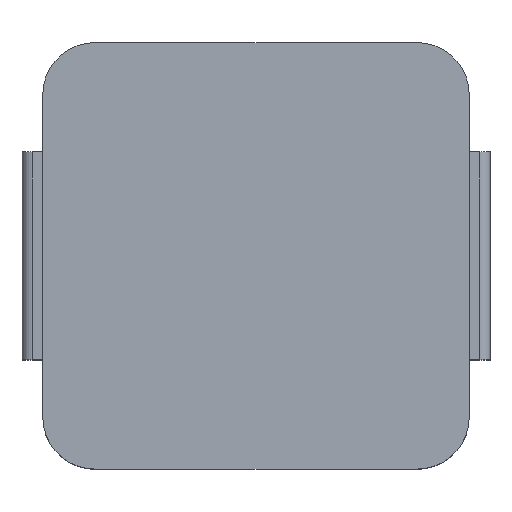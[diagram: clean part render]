
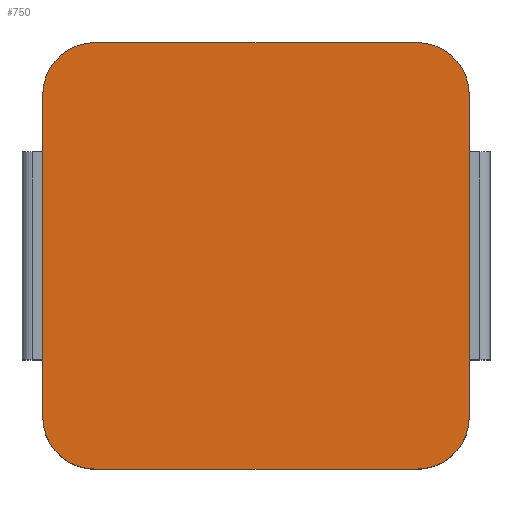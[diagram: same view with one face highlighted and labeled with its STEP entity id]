
A CAD part, top view. The second image highlights one B-rep face of the part: STEP entity #750.
In plain terms, the highlighted planar face has unit normal (0, 0, 1).
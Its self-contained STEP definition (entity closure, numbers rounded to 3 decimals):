
#521=CARTESIAN_POINT('Vertex',(2.05,1.55,2.)) ;
#524=CARTESIAN_POINT('Line Origine',(2.05,0.,2.)) ;
#528=CARTESIAN_POINT('Vertex',(2.05,-1.55,2.)) ;
#679=CARTESIAN_POINT('Vertex',(1.55,-2.05,2.)) ;
#682=CARTESIAN_POINT('Axis2P3D Location',(1.55,-1.55,2.)) ;
#695=CARTESIAN_POINT('Axis2P3D Location',(0.,0.,2.)) ;
#700=CARTESIAN_POINT('Axis2P3D Location',(1.55,1.55,2.)) ;
#704=CARTESIAN_POINT('Vertex',(1.55,2.05,2.)) ;
#707=CARTESIAN_POINT('Line Origine',(0.,2.05,2.)) ;
#711=CARTESIAN_POINT('Vertex',(-1.55,2.05,2.)) ;
#714=CARTESIAN_POINT('Axis2P3D Location',(-1.55,1.55,2.)) ;
#718=CARTESIAN_POINT('Vertex',(-2.05,1.55,2.)) ;
#721=CARTESIAN_POINT('Line Origine',(-2.05,0.,2.)) ;
#725=CARTESIAN_POINT('Vertex',(-2.05,-1.55,2.)) ;
#728=CARTESIAN_POINT('Axis2P3D Location',(-1.55,-1.55,2.)) ;
#732=CARTESIAN_POINT('Vertex',(-1.55,-2.05,2.)) ;
#735=CARTESIAN_POINT('Line Origine',(0.,-2.05,2.)) ;
#526=VECTOR('Line Direction',#525,1.) ;
#709=VECTOR('Line Direction',#708,1.) ;
#723=VECTOR('Line Direction',#722,1.) ;
#737=VECTOR('Line Direction',#736,1.) ;
#525=DIRECTION('Vector Direction',(0.,-1.,0.)) ;
#683=DIRECTION('Axis2P3D Direction',(0.,0.,1.)) ;
#696=DIRECTION('Axis2P3D Direction',(0.,0.,1.)) ;
#697=DIRECTION('Axis2P3D XDirection',(1.,0.,0.)) ;
#701=DIRECTION('Axis2P3D Direction',(0.,0.,1.)) ;
#708=DIRECTION('Vector Direction',(1.,0.,0.)) ;
#715=DIRECTION('Axis2P3D Direction',(0.,0.,1.)) ;
#722=DIRECTION('Vector Direction',(0.,1.,0.)) ;
#729=DIRECTION('Axis2P3D Direction',(0.,0.,1.)) ;
#736=DIRECTION('Vector Direction',(-1.,0.,0.)) ;
#684=AXIS2_PLACEMENT_3D('Circle Axis2P3D',#682,#683,$) ;
#698=AXIS2_PLACEMENT_3D('Plane Axis2P3D',#695,#696,#697) ;
#702=AXIS2_PLACEMENT_3D('Circle Axis2P3D',#700,#701,$) ;
#716=AXIS2_PLACEMENT_3D('Circle Axis2P3D',#714,#715,$) ;
#730=AXIS2_PLACEMENT_3D('Circle Axis2P3D',#728,#729,$) ;
#527=LINE('Line',#524,#526) ;
#710=LINE('Line',#707,#709) ;
#724=LINE('Line',#721,#723) ;
#738=LINE('Line',#735,#737) ;
#685=CIRCLE('generated circle',#684,0.5) ;
#703=CIRCLE('generated circle',#702,0.5) ;
#717=CIRCLE('generated circle',#716,0.5) ;
#731=CIRCLE('generated circle',#730,0.5) ;
#699=PLANE('',#698) ;
#530=EDGE_CURVE('',#529,#522,#527,.F.) ;
#686=EDGE_CURVE('',#680,#529,#685,.T.) ;
#706=EDGE_CURVE('',#522,#705,#703,.T.) ;
#713=EDGE_CURVE('',#705,#712,#710,.F.) ;
#720=EDGE_CURVE('',#712,#719,#717,.T.) ;
#727=EDGE_CURVE('',#719,#726,#724,.F.) ;
#734=EDGE_CURVE('',#726,#733,#731,.T.) ;
#739=EDGE_CURVE('',#733,#680,#738,.F.) ;
#740=EDGE_LOOP('',(#741,#742,#743,#744,#745,#746,#747,#748)) ;
#741=ORIENTED_EDGE('',*,*,#706,.T.) ;
#742=ORIENTED_EDGE('',*,*,#713,.T.) ;
#743=ORIENTED_EDGE('',*,*,#720,.T.) ;
#744=ORIENTED_EDGE('',*,*,#727,.T.) ;
#745=ORIENTED_EDGE('',*,*,#734,.T.) ;
#746=ORIENTED_EDGE('',*,*,#739,.T.) ;
#747=ORIENTED_EDGE('',*,*,#686,.T.) ;
#748=ORIENTED_EDGE('',*,*,#530,.T.) ;
#522=VERTEX_POINT('',#521) ;
#529=VERTEX_POINT('',#528) ;
#680=VERTEX_POINT('',#679) ;
#705=VERTEX_POINT('',#704) ;
#712=VERTEX_POINT('',#711) ;
#719=VERTEX_POINT('',#718) ;
#726=VERTEX_POINT('',#725) ;
#733=VERTEX_POINT('',#732) ;
#750=ADVANCED_FACE('PartBody',(#749),#699,.T.) ;
#749=FACE_OUTER_BOUND('',#740,.T.) ;
